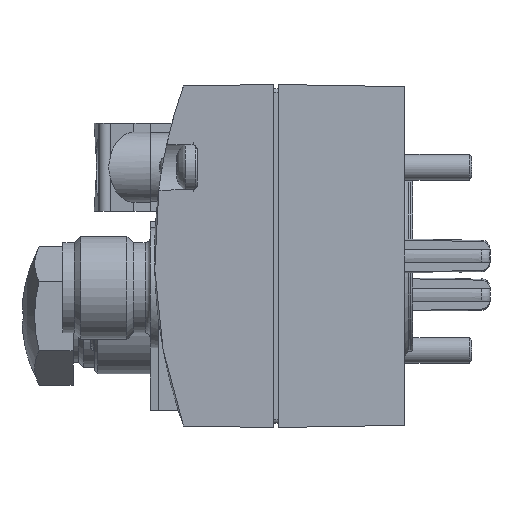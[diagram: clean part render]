
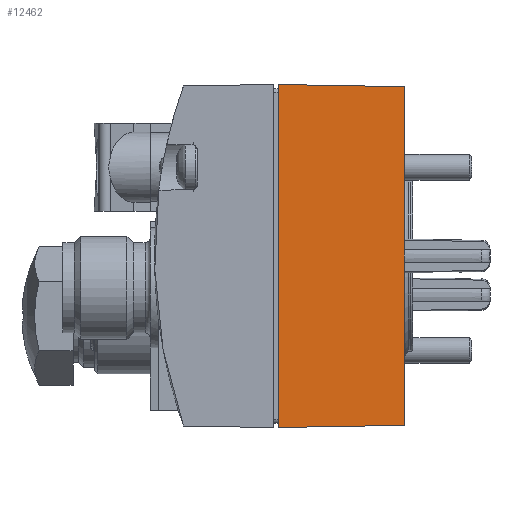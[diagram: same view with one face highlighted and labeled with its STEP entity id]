
A CAD part, left-side view. The second image highlights one B-rep face of the part: STEP entity #12462.
In plain terms, the highlighted planar face has unit normal (-1, -0.018, 0).
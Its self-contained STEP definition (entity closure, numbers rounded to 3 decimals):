
#92=PLANE('',#13111);
#1090=ORIENTED_EDGE('',*,*,#3690,.T.);
#1091=ORIENTED_EDGE('',*,*,#3697,.T.);
#1092=ORIENTED_EDGE('',*,*,#3696,.T.);
#1093=ORIENTED_EDGE('',*,*,#3698,.F.);
#3690=EDGE_CURVE('',#4992,#4990,#5851,.T.);
#3696=EDGE_CURVE('',#4995,#4997,#5857,.T.);
#3697=EDGE_CURVE('',#4990,#4995,#5858,.T.);
#3698=EDGE_CURVE('',#4992,#4997,#5859,.T.);
#4990=VERTEX_POINT('',#17179);
#4992=VERTEX_POINT('',#17182);
#4995=VERTEX_POINT('',#17189);
#4997=VERTEX_POINT('',#17193);
#5851=LINE('',#17181,#6680);
#5857=LINE('',#17194,#6686);
#5858=LINE('',#17196,#6687);
#5859=LINE('',#17197,#6688);
#6680=VECTOR('',#14149,1000.);
#6686=VECTOR('',#14157,1000.);
#6687=VECTOR('',#14160,1000.);
#6688=VECTOR('',#14161,1000.);
#7507=EDGE_LOOP('',(#1090,#1091,#1092,#1093));
#8307=FACE_BOUND('',#7507,.T.);
#12462=ADVANCED_FACE('',(#8307),#92,.T.);
#13111=AXIS2_PLACEMENT_3D('',#17195,#14158,#14159);
#14149=DIRECTION('',(-0.017,1.,0.017));
#14157=DIRECTION('',(0.017,-1.,0.017));
#14158=DIRECTION('',(-1.,-0.017,0.));
#14159=DIRECTION('',(0.017,-1.,0.));
#14160=DIRECTION('',(0.,0.,-1.));
#14161=DIRECTION('',(0.,0.,-1.));
#17179=CARTESIAN_POINT('',(-45.491,14.7,19.991));
#17181=CARTESIAN_POINT('',(-45.472,13.613,19.972));
#17182=CARTESIAN_POINT('',(-45.235,0.,19.735));
#17189=CARTESIAN_POINT('',(-45.491,14.7,-19.991));
#17193=CARTESIAN_POINT('',(-45.235,0.,-19.735));
#17194=CARTESIAN_POINT('',(-45.207,-1.583,-19.707));
#17195=CARTESIAN_POINT('',(-45.235,0.,25.));
#17196=CARTESIAN_POINT('',(-45.491,14.7,25.));
#17197=CARTESIAN_POINT('',(-45.235,0.,25.));
